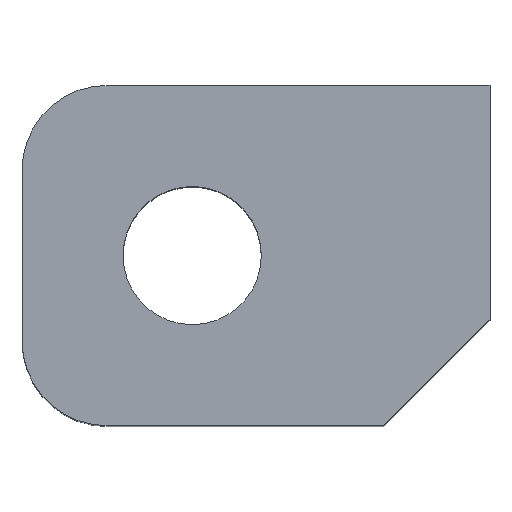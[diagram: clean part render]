
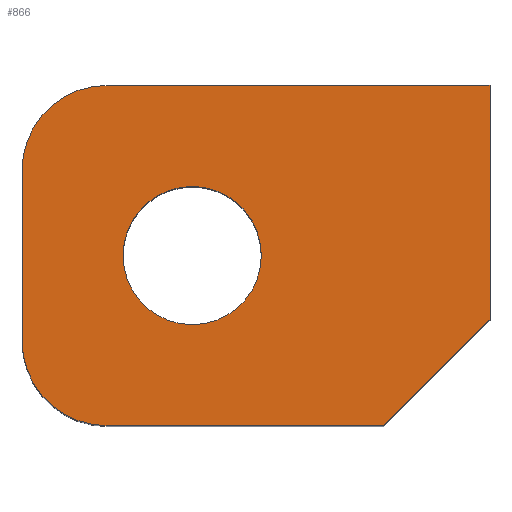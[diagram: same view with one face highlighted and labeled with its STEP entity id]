
A CAD part, top view. The second image highlights one B-rep face of the part: STEP entity #866.
In plain terms, the highlighted planar face has unit normal (0, 0, 1).
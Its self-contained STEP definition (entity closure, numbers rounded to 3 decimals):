
#51=FACE_BOUND('',#155,.T.);
#56=CIRCLE('',#928,2.);
#57=CIRCLE('',#929,2.);
#58=CIRCLE('',#930,1.625);
#107=FACE_OUTER_BOUND('',#154,.T.);
#154=EDGE_LOOP('',(#583,#584,#585,#586,#587,#588,#589));
#155=EDGE_LOOP('',(#590));
#204=LINE('',#1305,#278);
#209=LINE('',#1315,#283);
#212=LINE('',#1321,#286);
#213=LINE('',#1323,#287);
#214=LINE('',#1327,#288);
#278=VECTOR('',#1029,10.);
#283=VECTOR('',#1036,10.);
#286=VECTOR('',#1041,10.);
#287=VECTOR('',#1042,10.);
#288=VECTOR('',#1045,10.);
#352=VERTEX_POINT('',#1303);
#353=VERTEX_POINT('',#1304);
#357=VERTEX_POINT('',#1314);
#359=VERTEX_POINT('',#1320);
#360=VERTEX_POINT('',#1322);
#361=VERTEX_POINT('',#1324);
#362=VERTEX_POINT('',#1326);
#363=VERTEX_POINT('',#1329);
#440=EDGE_CURVE('',#352,#353,#204,.T.);
#445=EDGE_CURVE('',#353,#357,#209,.T.);
#448=EDGE_CURVE('',#359,#352,#212,.T.);
#449=EDGE_CURVE('',#360,#359,#213,.T.);
#450=EDGE_CURVE('',#360,#361,#56,.T.);
#451=EDGE_CURVE('',#362,#361,#214,.T.);
#452=EDGE_CURVE('',#362,#357,#57,.T.);
#453=EDGE_CURVE('',#363,#363,#58,.T.);
#583=ORIENTED_EDGE('',*,*,#440,.F.);
#584=ORIENTED_EDGE('',*,*,#448,.F.);
#585=ORIENTED_EDGE('',*,*,#449,.F.);
#586=ORIENTED_EDGE('',*,*,#450,.T.);
#587=ORIENTED_EDGE('',*,*,#451,.F.);
#588=ORIENTED_EDGE('',*,*,#452,.T.);
#589=ORIENTED_EDGE('',*,*,#445,.F.);
#590=ORIENTED_EDGE('',*,*,#453,.F.);
#844=PLANE('',#927);
#866=ADVANCED_FACE('',(#107,#51),#844,.F.);
#927=AXIS2_PLACEMENT_3D('',#1319,#1039,#1040);
#928=AXIS2_PLACEMENT_3D('',#1325,#1043,#1044);
#929=AXIS2_PLACEMENT_3D('',#1328,#1046,#1047);
#930=AXIS2_PLACEMENT_3D('',#1330,#1048,#1049);
#1029=DIRECTION('',(-0.707,-0.707,0.));
#1036=DIRECTION('',(-1.,0.,0.));
#1039=DIRECTION('center_axis',(0.,0.,-1.));
#1040=DIRECTION('ref_axis',(1.,0.,0.));
#1041=DIRECTION('',(0.,-1.,0.));
#1042=DIRECTION('',(1.,0.,0.));
#1043=DIRECTION('center_axis',(0.,0.,1.));
#1044=DIRECTION('ref_axis',(-0.707,0.707,0.));
#1045=DIRECTION('',(0.,1.,0.));
#1046=DIRECTION('center_axis',(0.,0.,1.));
#1047=DIRECTION('ref_axis',(-0.707,-0.707,0.));
#1048=DIRECTION('center_axis',(0.,0.,1.));
#1049=DIRECTION('ref_axis',(1.,0.,0.));
#1303=CARTESIAN_POINT('',(7.,-1.5,12.));
#1304=CARTESIAN_POINT('',(4.5,-4.,12.));
#1305=CARTESIAN_POINT('',(5.375,-3.125,12.));
#1314=CARTESIAN_POINT('',(-2.,-4.,12.));
#1315=CARTESIAN_POINT('',(-4.,-4.,12.));
#1319=CARTESIAN_POINT('Origin',(1.5,0.,12.));
#1320=CARTESIAN_POINT('',(7.,4.,12.));
#1321=CARTESIAN_POINT('',(7.,-4.,12.));
#1322=CARTESIAN_POINT('',(-2.,4.,12.));
#1323=CARTESIAN_POINT('',(7.,4.,12.));
#1324=CARTESIAN_POINT('',(-4.,2.,12.));
#1325=CARTESIAN_POINT('Origin',(-2.,2.,12.));
#1326=CARTESIAN_POINT('',(-4.,-2.,12.));
#1327=CARTESIAN_POINT('',(-4.,4.,12.));
#1328=CARTESIAN_POINT('Origin',(-2.,-2.,12.));
#1329=CARTESIAN_POINT('',(-1.625,0.,12.));
#1330=CARTESIAN_POINT('Origin',(0.,0.,12.));
